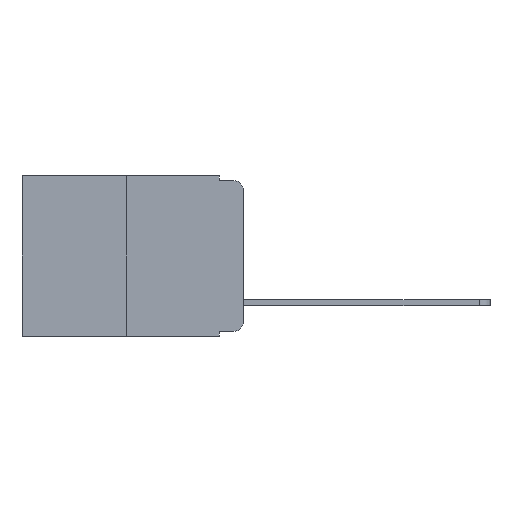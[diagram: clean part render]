
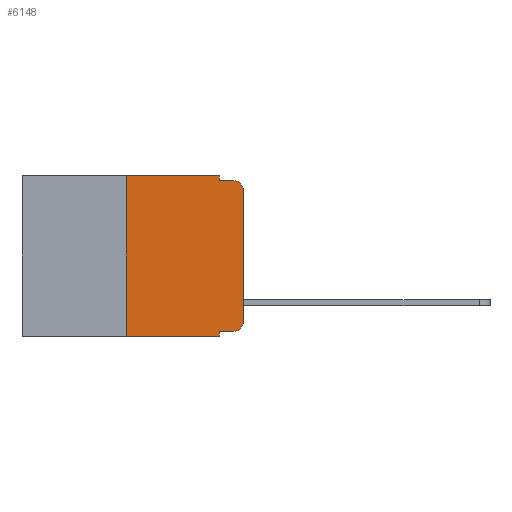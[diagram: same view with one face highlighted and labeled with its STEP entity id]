
A CAD part, left-side view. The second image highlights one B-rep face of the part: STEP entity #6148.
In plain terms, the highlighted planar face has unit normal (-1, 0, 0).
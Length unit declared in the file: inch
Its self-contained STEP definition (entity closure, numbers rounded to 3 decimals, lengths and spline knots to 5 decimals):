
#112 = LINE ( 'NONE', #3719, #9448 ) ;
#121 = VERTEX_POINT ( 'NONE', #8394 ) ;
#204 = CARTESIAN_POINT ( 'NONE',  ( 0., 0.25, 0. ) ) ;
#234 = LINE ( 'NONE', #2649, #4823 ) ;
#527 = DIRECTION ( 'NONE',  ( 0., 0., -1. ) ) ;
#882 = VERTEX_POINT ( 'NONE', #4019 ) ;
#922 = CARTESIAN_POINT ( 'NONE',  ( 0., 0.473, -0.343 ) ) ;
#954 = LINE ( 'NONE', #3853, #3128 ) ;
#1213 = CIRCLE ( 'NONE', #7681, 0.02 ) ;
#1298 = EDGE_CURVE ( 'NONE', #121, #882, #9089, .T. ) ;
#1381 = VECTOR ( 'NONE', #4239, 39.37008 ) ;
#1496 = CIRCLE ( 'NONE', #6904, 0.02 ) ;
#1547 = ORIENTED_EDGE ( 'NONE', *, *, #6638, .T. ) ;
#1671 = VERTEX_POINT ( 'NONE', #4248 ) ;
#1989 = VERTEX_POINT ( 'NONE', #8579 ) ;
#2040 = CARTESIAN_POINT ( 'NONE',  ( 0., 0.473, 0. ) ) ;
#2378 = VERTEX_POINT ( 'NONE', #10311 ) ;
#2392 = VERTEX_POINT ( 'NONE', #3549 ) ;
#2549 = EDGE_CURVE ( 'NONE', #121, #3242, #3001, .T. ) ;
#2556 = DIRECTION ( 'NONE',  ( 0., -1., 0. ) ) ;
#2649 = CARTESIAN_POINT ( 'NONE',  ( 0., 0., 0. ) ) ;
#2686 = CARTESIAN_POINT ( 'NONE',  ( 0., 0.051, 0. ) ) ;
#2769 = VECTOR ( 'NONE', #9918, 39.37008 ) ;
#3001 = LINE ( 'NONE', #4235, #7327 ) ;
#3128 = VECTOR ( 'NONE', #2556, 39.37008 ) ;
#3235 = EDGE_CURVE ( 'NONE', #3779, #6356, #954, .T. ) ;
#3242 = VERTEX_POINT ( 'NONE', #8627 ) ;
#3342 = CARTESIAN_POINT ( 'NONE',  ( 0., 0.051, -0.333 ) ) ;
#3549 = CARTESIAN_POINT ( 'NONE',  ( 0., 0., -0.03 ) ) ;
#3628 = CARTESIAN_POINT ( 'NONE',  ( 0., 0.02, -0.03 ) ) ;
#3719 = CARTESIAN_POINT ( 'NONE',  ( 0., 0.051, -0.01 ) ) ;
#3779 = VERTEX_POINT ( 'NONE', #204 ) ;
#3791 = VECTOR ( 'NONE', #7353, 39.37008 ) ;
#3807 = CARTESIAN_POINT ( 'NONE',  ( 0., 0.02, -0.313 ) ) ;
#3827 = PLANE ( 'NONE',  #10634 ) ;
#3853 = CARTESIAN_POINT ( 'NONE',  ( 0., 0.473, 0. ) ) ;
#4019 = CARTESIAN_POINT ( 'NONE',  ( 0., 0.02, -0.333 ) ) ;
#4235 = CARTESIAN_POINT ( 'NONE',  ( 0., 0.051, 0. ) ) ;
#4239 = DIRECTION ( 'NONE',  ( 0., 0., 1. ) ) ;
#4248 = CARTESIAN_POINT ( 'NONE',  ( 0., 0.25, -0.343 ) ) ;
#4320 = EDGE_CURVE ( 'NONE', #1671, #3779, #8321, .T. ) ;
#4484 = ORIENTED_EDGE ( 'NONE', *, *, #4899, .F. ) ;
#4502 = DIRECTION ( 'NONE',  ( 0., 0., -1. ) ) ;
#4681 = DIRECTION ( 'NONE',  ( 0., 0., -1. ) ) ;
#4701 = DIRECTION ( 'NONE',  ( 0., 0., -1. ) ) ;
#4823 = VECTOR ( 'NONE', #6098, 39.37008 ) ;
#4899 = EDGE_CURVE ( 'NONE', #6356, #1989, #9866, .T. ) ;
#5056 = EDGE_CURVE ( 'NONE', #1671, #3242, #10775, .T. ) ;
#5394 = EDGE_LOOP ( 'NONE', ( #8198, #1547, #10654, #4484, #8955, #9221, #9481, #5554, #7815, #8077 ) ) ;
#5413 = VECTOR ( 'NONE', #527, 39.37008 ) ;
#5414 = DIRECTION ( 'NONE',  ( 0., -1., 0. ) ) ;
#5554 = ORIENTED_EDGE ( 'NONE', *, *, #2549, .F. ) ;
#6044 = EDGE_CURVE ( 'NONE', #1989, #2378, #112, .T. ) ;
#6098 = DIRECTION ( 'NONE',  ( 0., 0., 1. ) ) ;
#6148 = ADVANCED_FACE ( 'NONE', ( #6180 ), #3827, .F. ) ;
#6180 = FACE_OUTER_BOUND ( 'NONE', #5394, .T. ) ;
#6356 = VERTEX_POINT ( 'NONE', #10781 ) ;
#6638 = EDGE_CURVE ( 'NONE', #2392, #2378, #1496, .T. ) ;
#6904 = AXIS2_PLACEMENT_3D ( 'NONE', #3628, #9535, #4502 ) ;
#7202 = EDGE_CURVE ( 'NONE', #9063, #2392, #234, .T. ) ;
#7327 = VECTOR ( 'NONE', #11088, 39.37008 ) ;
#7353 = DIRECTION ( 'NONE',  ( 0., -1., 0. ) ) ;
#7681 = AXIS2_PLACEMENT_3D ( 'NONE', #3807, #9711, #4681 ) ;
#7815 = ORIENTED_EDGE ( 'NONE', *, *, #1298, .T. ) ;
#8077 = ORIENTED_EDGE ( 'NONE', *, *, #11287, .T. ) ;
#8198 = ORIENTED_EDGE ( 'NONE', *, *, #7202, .T. ) ;
#8232 = CARTESIAN_POINT ( 'NONE',  ( 0., 0.25, 0. ) ) ;
#8321 = LINE ( 'NONE', #8232, #1381 ) ;
#8394 = CARTESIAN_POINT ( 'NONE',  ( 0., 0.051, -0.333 ) ) ;
#8579 = CARTESIAN_POINT ( 'NONE',  ( 0., 0.051, -0.01 ) ) ;
#8627 = CARTESIAN_POINT ( 'NONE',  ( 0., 0.051, -0.343 ) ) ;
#8666 = CARTESIAN_POINT ( 'NONE',  ( 0., 0., -0.313 ) ) ;
#8955 = ORIENTED_EDGE ( 'NONE', *, *, #3235, .F. ) ;
#9063 = VERTEX_POINT ( 'NONE', #8666 ) ;
#9089 = LINE ( 'NONE', #3342, #2769 ) ;
#9221 = ORIENTED_EDGE ( 'NONE', *, *, #4320, .F. ) ;
#9448 = VECTOR ( 'NONE', #5414, 39.37008 ) ;
#9481 = ORIENTED_EDGE ( 'NONE', *, *, #5056, .T. ) ;
#9535 = DIRECTION ( 'NONE',  ( -1., 0., 0. ) ) ;
#9711 = DIRECTION ( 'NONE',  ( -1., 0., 0. ) ) ;
#9729 = DIRECTION ( 'NONE',  ( 1., 0., 0. ) ) ;
#9866 = LINE ( 'NONE', #2686, #5413 ) ;
#9918 = DIRECTION ( 'NONE',  ( 0., -1., 0. ) ) ;
#10311 = CARTESIAN_POINT ( 'NONE',  ( 0., 0.02, -0.01 ) ) ;
#10634 = AXIS2_PLACEMENT_3D ( 'NONE', #2040, #9729, #4701 ) ;
#10654 = ORIENTED_EDGE ( 'NONE', *, *, #6044, .F. ) ;
#10775 = LINE ( 'NONE', #922, #3791 ) ;
#10781 = CARTESIAN_POINT ( 'NONE',  ( 0., 0.051, 0. ) ) ;
#11088 = DIRECTION ( 'NONE',  ( 0., 0., -1. ) ) ;
#11287 = EDGE_CURVE ( 'NONE', #882, #9063, #1213, .T. ) ;
